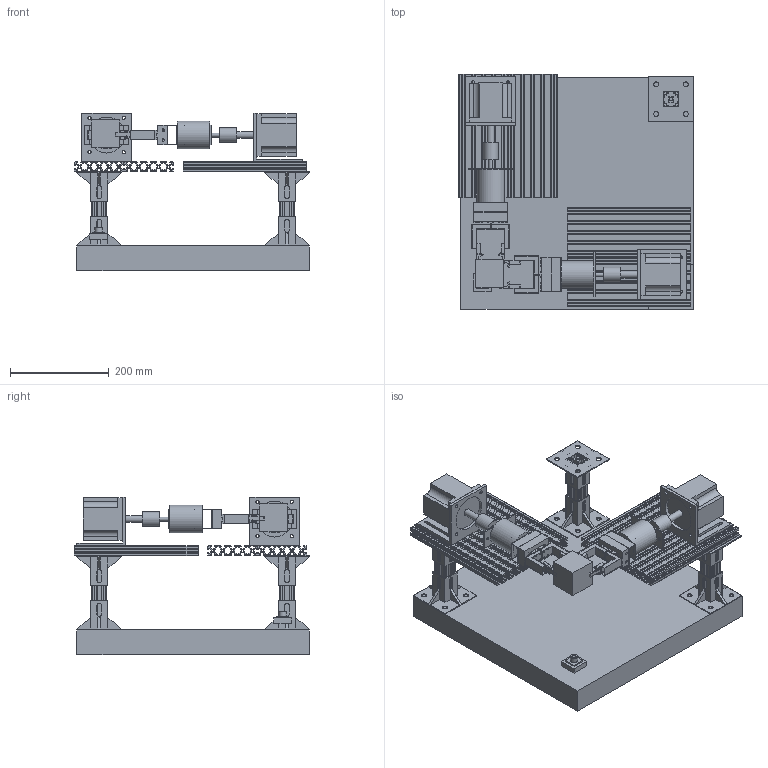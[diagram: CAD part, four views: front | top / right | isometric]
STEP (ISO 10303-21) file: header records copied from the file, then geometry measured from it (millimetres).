
FILE_DESCRIPTION(/* description */ (''),/* implementation_level */ '2;1');
FILE_NAME(/* name */ 'BigF''s DELL G7/Desktop/魔方 v1.step',/* time_stamp */ '2022-04-20T21:47:59+08:00',/* author */ (''),/* organization */ (''),/* preprocessor_version */ 'ST-DEVELOPER v18.1',/* originating_system */ 'Autodesk Translation Framework v10.14.0.1471',/* authorisation */ '');
FILE_SCHEMA (('AUTOMOTIVE_DESIGN { 1 0 10303 214 3 1 1 }'));
Length unit declared in the file: millimetre
Products named in the file (24): 魔方; 魔方_1; 相机; 松木板; 支撑板; 20100; 20100-; 脚; 脚_1; 脚_2; 3030; 铝型材固定件; 手臂; 手臂_1; 步进电机座; 步进电机; 梅花联轴器; 轴; 小板子; 气滑环; 方管; 气动手指; 手指; 手指亚克力
Assembly tree (46 placements, depth 3):
  魔方
    魔方_1
    相机
    松木板
    支撑板
      20100  x2
      20100-  x2
    脚
      3030
      铝型材固定件  x2
    脚_1
      3030
      铝型材固定件  x2
    脚_2
      3030
      铝型材固定件  x2
    手臂
      步进电机座
      步进电机
      梅花联轴器
      轴
      小板子
      气滑环
      方管
      气动手指
      手指  x2
      手指亚克力  x2
    手臂_1
      步进电机座
      步进电机
      梅花联轴器
      轴
      小板子
      气滑环
      方管
      气动手指
      手指  x2
      手指亚克力  x2
Bounding box: 475.5 x 475.5 x 318.5 mm (x, y, z)
Volume: 13953822.8 mm3; surface area: 1942535.6 mm2
Topology: 40 solids, 40 shells, 2871 faces, 8291 edges, 5442 vertices
Faces by surface type: plane 1658, cylinder 1140, cone 41, sphere 24, torus 8
Full cylindrical faces by diameter (mm): 3 x52, 3.5 x16, 4 x40, 5 x24, 6 x12, 6.6 x8, 6.8 x3, 8 x6, 10 x26, 14 x4, 15 x1, 29.6 x2, 30 x2, 56 x2, 73 x2
Entity records: 41722 total; most frequent: CARTESIAN_POINT 7204, DIRECTION 7174, ORIENTED_EDGE 7066, EDGE_CURVE 3533, LINE 2494, VECTOR 2494, VERTEX_POINT 2350, AXIS2_PLACEMENT_3D 2340
